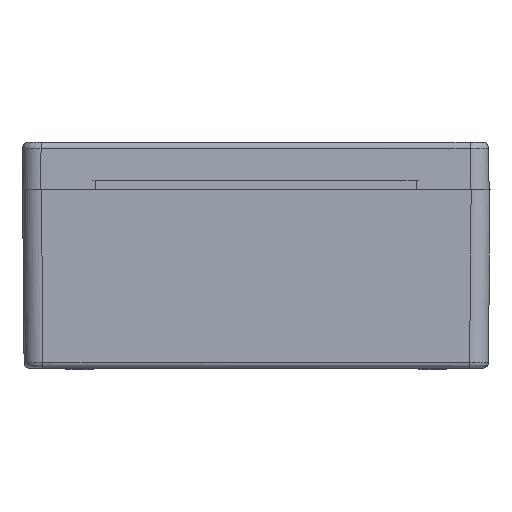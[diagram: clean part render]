
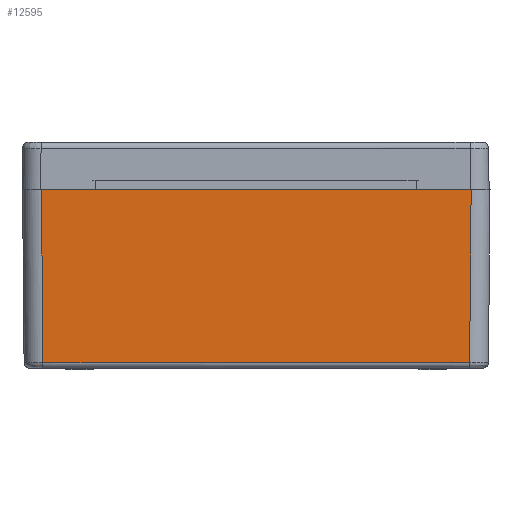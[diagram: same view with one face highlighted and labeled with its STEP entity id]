
A CAD part, left-side view. The second image highlights one B-rep face of the part: STEP entity #12595.
In plain terms, the highlighted planar face has unit normal (-1, 0, -0.009).
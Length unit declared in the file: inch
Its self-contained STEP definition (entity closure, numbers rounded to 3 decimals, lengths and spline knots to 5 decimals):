
#283 = ORIENTED_EDGE ( 'NONE', *, *, #19312, .T. ) ;
#309 = VERTEX_POINT ( 'NONE', #1663 ) ;
#813 = CARTESIAN_POINT ( 'NONE',  ( -11.83445, 4.92126, -0.00003 ) ) ;
#1127 = DIRECTION ( 'NONE',  ( -1., 0., -0.009 ) ) ;
#1663 = CARTESIAN_POINT ( 'NONE',  ( -11.83445, 4.52757, 0. ) ) ;
#1735 = CARTESIAN_POINT ( 'NONE',  ( -11.83445, -4.52757, 0. ) ) ;
#1790 = ORIENTED_EDGE ( 'NONE', *, *, #2562, .F. ) ;
#2562 = EDGE_CURVE ( 'NONE', #13489, #14672, #6783, .T. ) ;
#3016 = ORIENTED_EDGE ( 'NONE', *, *, #4110, .F. ) ;
#3056 = DIRECTION ( 'NONE',  ( 0.009, 0.009, -1. ) ) ;
#3164 = CARTESIAN_POINT ( 'NONE',  ( -11.80266, -4.49578, -3.64276 ) ) ;
#3607 = ORIENTED_EDGE ( 'NONE', *, *, #18010, .T. ) ;
#4110 = EDGE_CURVE ( 'NONE', #19301, #13489, #14389, .T. ) ;
#4201 = VECTOR ( 'NONE', #18171, 39.37008 ) ;
#5151 = CARTESIAN_POINT ( 'NONE',  ( -11.80266, 2.46063, -3.64276 ) ) ;
#6069 = PLANE ( 'NONE',  #11403 ) ;
#6183 = FACE_OUTER_BOUND ( 'NONE', #12470, .T. ) ;
#6394 = CARTESIAN_POINT ( 'NONE',  ( -11.8341, -4.52723, -0.03954 ) ) ;
#6582 = VECTOR ( 'NONE', #19468, 39.37008 ) ;
#6688 = CARTESIAN_POINT ( 'NONE',  ( -11.83445, 4.92126, 0. ) ) ;
#6783 = LINE ( 'NONE', #5151, #4201 ) ;
#7710 = DIRECTION ( 'NONE',  ( -0.009, 0., 1. ) ) ;
#8310 = DIRECTION ( 'NONE',  ( 0., 1., 0. ) ) ;
#10356 = CARTESIAN_POINT ( 'NONE',  ( -11.80266, 4.49578, -3.64276 ) ) ;
#11403 = AXIS2_PLACEMENT_3D ( 'NONE', #813, #1127, #7710 ) ;
#12470 = EDGE_LOOP ( 'NONE', ( #283, #3607, #1790, #3016 ) ) ;
#12595 = ADVANCED_FACE ( 'NONE', ( #6183 ), #6069, .T. ) ;
#13489 = VERTEX_POINT ( 'NONE', #3164 ) ;
#13919 = LINE ( 'NONE', #17218, #6582 ) ;
#14389 = LINE ( 'NONE', #6394, #20965 ) ;
#14672 = VERTEX_POINT ( 'NONE', #10356 ) ;
#16690 = LINE ( 'NONE', #6688, #17596 ) ;
#17218 = CARTESIAN_POINT ( 'NONE',  ( -11.83445, 4.52757, 0. ) ) ;
#17596 = VECTOR ( 'NONE', #8310, 39.37008 ) ;
#18010 = EDGE_CURVE ( 'NONE', #309, #14672, #13919, .T. ) ;
#18171 = DIRECTION ( 'NONE',  ( 0., 1., 0. ) ) ;
#19301 = VERTEX_POINT ( 'NONE', #1735 ) ;
#19312 = EDGE_CURVE ( 'NONE', #19301, #309, #16690, .T. ) ;
#19468 = DIRECTION ( 'NONE',  ( 0.009, -0.009, -1. ) ) ;
#20965 = VECTOR ( 'NONE', #3056, 39.37008 ) ;
